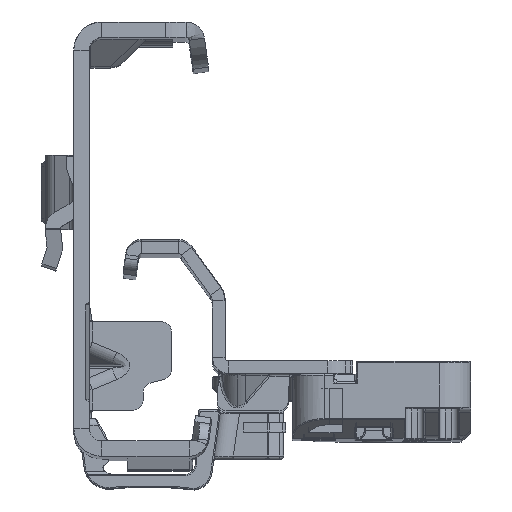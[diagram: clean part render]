
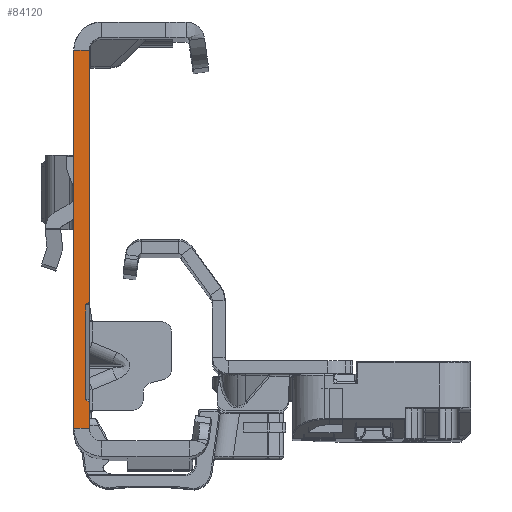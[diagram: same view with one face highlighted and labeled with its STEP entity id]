
A CAD part, top view. The second image highlights one B-rep face of the part: STEP entity #84120.
In plain terms, the highlighted planar face has unit normal (0, 0, 1).
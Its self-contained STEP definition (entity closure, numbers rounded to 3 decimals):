
#3761 = CARTESIAN_POINT ( 'NONE',  ( -0.536, -25.45, 0. ) ) ;
#3912 = ORIENTED_EDGE ( 'NONE', *, *, #39736, .F. ) ;
#4534 = DIRECTION ( 'NONE',  ( 1., 0., 0. ) ) ;
#5066 = CARTESIAN_POINT ( 'NONE',  ( -2.45, -32., 0. ) ) ;
#5168 = CARTESIAN_POINT ( 'NONE',  ( -2.45, -32., 0. ) ) ;
#5470 = CARTESIAN_POINT ( 'NONE',  ( 0., -32., 0. ) ) ;
#7767 = ORIENTED_EDGE ( 'NONE', *, *, #95917, .T. ) ;
#12216 = CARTESIAN_POINT ( 'NONE',  ( 0., -32., 0. ) ) ;
#12471 = CARTESIAN_POINT ( 'NONE',  ( 0., -9.932, 0. ) ) ;
#14315 = VECTOR ( 'NONE', #76602, 1000. ) ;
#17554 = VERTEX_POINT ( 'NONE', #61521 ) ;
#17967 = EDGE_LOOP ( 'NONE', ( #76224, #19498, #37679, #7767, #57013, #3912, #88823, #105326 ) ) ;
#18312 = DIRECTION ( 'NONE',  ( 0., -1., 0. ) ) ;
#18657 = LINE ( 'NONE', #45931, #99134 ) ;
#18955 = CARTESIAN_POINT ( 'NONE',  ( -0.536, -9.85, 0. ) ) ;
#19498 = ORIENTED_EDGE ( 'NONE', *, *, #51905, .T. ) ;
#19767 = EDGE_CURVE ( 'NONE', #40052, #93599, #43799, .T. ) ;
#23652 = AXIS2_PLACEMENT_3D ( 'NONE', #5168, #54510, #4534 ) ;
#25810 = DIRECTION ( 'NONE',  ( 0., -1., 0. ) ) ;
#29844 = CARTESIAN_POINT ( 'NONE',  ( 0.082, -26.047, 0. ) ) ;
#32646 = VERTEX_POINT ( 'NONE', #3761 ) ;
#33019 = VERTEX_POINT ( 'NONE', #93033 ) ;
#35495 = VECTOR ( 'NONE', #57213, 1000. ) ;
#36977 = EDGE_CURVE ( 'NONE', #124837, #33019, #39523, .T. ) ;
#37679 = ORIENTED_EDGE ( 'NONE', *, *, #19767, .F. ) ;
#37819 = VECTOR ( 'NONE', #18312, 1000. ) ;
#39523 = LINE ( 'NONE', #12216, #100503 ) ;
#39736 = EDGE_CURVE ( 'NONE', #33019, #17554, #18657, .T. ) ;
#40052 = VERTEX_POINT ( 'NONE', #102338 ) ;
#41559 = DIRECTION ( 'NONE',  ( 0.719, 0.695, 0. ) ) ;
#42085 = DIRECTION ( 'NONE',  ( 0., -1., 0. ) ) ;
#43799 = LINE ( 'NONE', #5470, #105353 ) ;
#44403 = VERTEX_POINT ( 'NONE', #64617 ) ;
#45931 = CARTESIAN_POINT ( 'NONE',  ( 0., -30., 0. ) ) ;
#51905 = EDGE_CURVE ( 'NONE', #44403, #93599, #68904, .T. ) ;
#53874 = FACE_OUTER_BOUND ( 'NONE', #17967, .T. ) ;
#54510 = DIRECTION ( 'NONE',  ( 0., 0., 1. ) ) ;
#57013 = ORIENTED_EDGE ( 'NONE', *, *, #118841, .T. ) ;
#57213 = DIRECTION ( 'NONE',  ( -1., 0., 0. ) ) ;
#58516 = CARTESIAN_POINT ( 'NONE',  ( 0., 30., 0. ) ) ;
#59319 = VECTOR ( 'NONE', #25810, 1000. ) ;
#60432 = CARTESIAN_POINT ( 'NONE',  ( -0.259, -10.182, 0. ) ) ;
#61521 = CARTESIAN_POINT ( 'NONE',  ( -2.45, -30., 0. ) ) ;
#64182 = LINE ( 'NONE', #5066, #59319 ) ;
#64617 = CARTESIAN_POINT ( 'NONE',  ( -0.536, -10.45, 0. ) ) ;
#66979 = LINE ( 'NONE', #58516, #35495 ) ;
#68904 = LINE ( 'NONE', #60432, #72769 ) ;
#72262 = VERTEX_POINT ( 'NONE', #72429 ) ;
#72429 = CARTESIAN_POINT ( 'NONE',  ( -2.45, 30., 0. ) ) ;
#72769 = VECTOR ( 'NONE', #41559, 1000. ) ;
#76224 = ORIENTED_EDGE ( 'NONE', *, *, #114442, .F. ) ;
#76602 = DIRECTION ( 'NONE',  ( -0.719, 0.695, 0. ) ) ;
#84120 = ADVANCED_FACE ( 'NONE', ( #53874 ), #93464, .T. ) ;
#88823 = ORIENTED_EDGE ( 'NONE', *, *, #36977, .F. ) ;
#88907 = LINE ( 'NONE', #29844, #14315 ) ;
#93033 = CARTESIAN_POINT ( 'NONE',  ( 0., -30., 0. ) ) ;
#93464 = PLANE ( 'NONE',  #23652 ) ;
#93599 = VERTEX_POINT ( 'NONE', #12471 ) ;
#95917 = EDGE_CURVE ( 'NONE', #40052, #72262, #66979, .T. ) ;
#99134 = VECTOR ( 'NONE', #114728, 1000. ) ;
#99934 = EDGE_CURVE ( 'NONE', #124837, #32646, #88907, .T. ) ;
#100503 = VECTOR ( 'NONE', #42085, 1000. ) ;
#102338 = CARTESIAN_POINT ( 'NONE',  ( 0., 30., 0. ) ) ;
#105326 = ORIENTED_EDGE ( 'NONE', *, *, #99934, .T. ) ;
#105353 = VECTOR ( 'NONE', #112613, 1000. ) ;
#108859 = CARTESIAN_POINT ( 'NONE',  ( 0., -25.968, 0. ) ) ;
#112613 = DIRECTION ( 'NONE',  ( 0., -1., 0. ) ) ;
#114442 = EDGE_CURVE ( 'NONE', #44403, #32646, #116951, .T. ) ;
#114728 = DIRECTION ( 'NONE',  ( -1., 0., 0. ) ) ;
#116951 = LINE ( 'NONE', #18955, #37819 ) ;
#118841 = EDGE_CURVE ( 'NONE', #72262, #17554, #64182, .T. ) ;
#124837 = VERTEX_POINT ( 'NONE', #108859 ) ;
